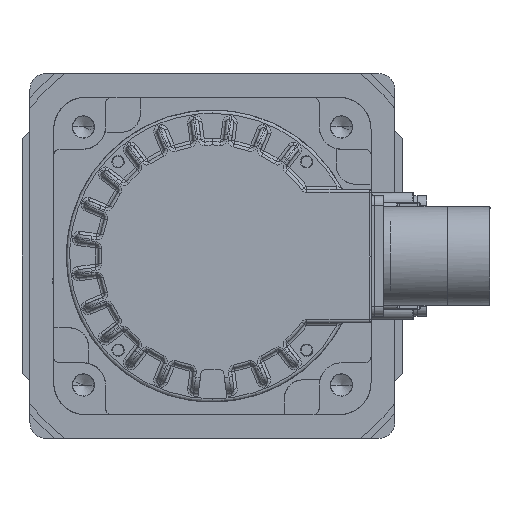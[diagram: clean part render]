
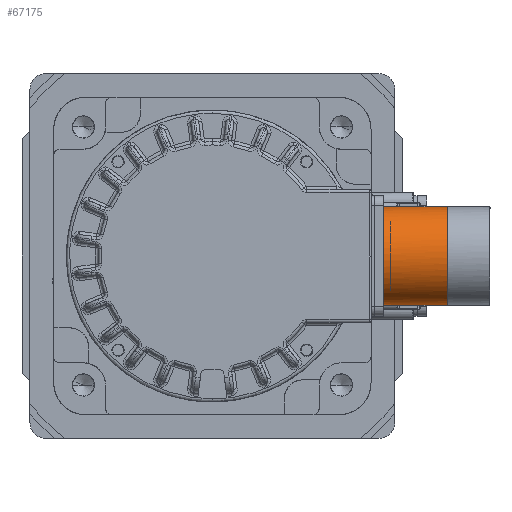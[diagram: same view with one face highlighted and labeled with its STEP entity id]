
A CAD part, front view. The second image highlights one B-rep face of the part: STEP entity #67175.
In plain terms, the highlighted free-form (B-spline) face has degree [1, 3] with [2, 7] control points.
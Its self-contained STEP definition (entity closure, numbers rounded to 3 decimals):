
#2191 = CARTESIAN_POINT ( 'NONE',  ( 9.08, 74., -208.5 ) ) ;
#2591 = CARTESIAN_POINT ( 'NONE',  ( -15.5, 54., -202.08 ) ) ;
#2607 = CARTESIAN_POINT ( 'NONE',  ( -12.396, 54., -202.524 ) ) ;
#2979 = ORIENTED_EDGE ( 'NONE', *, *, #33601, .T. ) ;
#3449 = CARTESIAN_POINT ( 'NONE',  ( -2.031, 54., -208.5 ) ) ;
#3755 = B_SPLINE_CURVE_WITH_KNOTS ( 'NONE', 3,
 ( #63704, #57443, #37886, #57033, #11670, #50803, #6694, #32467, #56620, #76177, #25798, #19568, #44977, #17934, #24568, #62478, #13306, #63301 ),
 .UNSPECIFIED., .F., .F.,
 ( 4, 2, 2, 2, 2, 2, 2, 2, 4 ),
 ( 0., 0.393, 0.785, 1.178, 1.571, 1.963, 2.356, 2.749, 3.142 ),
 .UNSPECIFIED. ) ;
#6026 = ORIENTED_EDGE ( 'NONE', *, *, #68485, .F. ) ;
#6694 = CARTESIAN_POINT ( 'NONE',  ( 7.808, 74., -206.543 ) ) ;
#6981 = CARTESIAN_POINT ( 'NONE',  ( -15.5, 74., -193. ) ) ;
#8827 = FACE_OUTER_BOUND ( 'NONE', #35676, .T. ) ;
#9235 = CARTESIAN_POINT ( 'NONE',  ( 15.5, 54., -202.08 ) ) ;
#9995 = EDGE_CURVE ( 'NONE', #13265, #73818, #57422, .T. ) ;
#10229 = EDGE_CURVE ( 'NONE', #10314, #13265, #3755, .T. ) ;
#10314 = VERTEX_POINT ( 'NONE', #12894 ) ;
#11203 = CARTESIAN_POINT ( 'NONE',  ( 2.031, 54., -208.5 ) ) ;
#11670 = CARTESIAN_POINT ( 'NONE',  ( 12.396, 74., -202.524 ) ) ;
#12894 = CARTESIAN_POINT ( 'NONE',  ( 15.5, 74., -193. ) ) ;
#13265 = VERTEX_POINT ( 'NONE', #6981 ) ;
#13306 = CARTESIAN_POINT ( 'NONE',  ( -15.5, 74., -195.031 ) ) ;
#14256 = CARTESIAN_POINT ( 'NONE',  ( 15.5, 54., -193. ) ) ;
#15490 = CARTESIAN_POINT ( 'NONE',  ( 9.08, 54., -208.5 ) ) ;
#15506 = CARTESIAN_POINT ( 'NONE',  ( 13.543, 54., -200.808 ) ) ;
#15894 = CARTESIAN_POINT ( 'NONE',  ( 15.5, 54., -193. ) ) ;
#17934 = CARTESIAN_POINT ( 'NONE',  ( -12.396, 74., -202.524 ) ) ;
#18666 = CARTESIAN_POINT ( 'NONE',  ( 15.5, 74., -193. ) ) ;
#19568 = CARTESIAN_POINT ( 'NONE',  ( -7.808, 74., -206.543 ) ) ;
#21753 = CARTESIAN_POINT ( 'NONE',  ( 9.524, 54., -205.396 ) ) ;
#22153 = CARTESIAN_POINT ( 'NONE',  ( -7.808, 54., -206.543 ) ) ;
#24568 = CARTESIAN_POINT ( 'NONE',  ( -13.543, 74., -200.808 ) ) ;
#25798 = CARTESIAN_POINT ( 'NONE',  ( -4.056, 74., -208.097 ) ) ;
#27164 = CARTESIAN_POINT ( 'NONE',  ( -15.5, 54., -193. ) ) ;
#27982 = CARTESIAN_POINT ( 'NONE',  ( 15.097, 54., -197.056 ) ) ;
#30916 =( BOUNDED_SURFACE ( )  B_SPLINE_SURFACE ( 1, 3, ( 
 ( #34207, #47135, #45923, #32995, #2191, #70870, #65449 ),
 ( #72503, #2591, #78297, #52952, #15490, #9235, #14256 ) ),
 .UNSPECIFIED., .F., .F., .T. ) 
 B_SPLINE_SURFACE_WITH_KNOTS ( ( 2, 2 ),
 ( 4, 3, 4 ),
 ( 0., 1. ),
 ( 0., 0.5, 1. ),
 .UNSPECIFIED. ) 
 GEOMETRIC_REPRESENTATION_ITEM ( )  RATIONAL_B_SPLINE_SURFACE ( (
 ( 1., 0.805, 0.805, 1., 0.805, 0.805, 1.),
 ( 1., 0.805, 0.805, 1., 0.805, 0.805, 1.) ) ) 
 REPRESENTATION_ITEM ( '' )  SURFACE ( )  );
#32467 = CARTESIAN_POINT ( 'NONE',  ( 4.056, 74., -208.097 ) ) ;
#32995 = CARTESIAN_POINT ( 'NONE',  ( 0., 74., -208.5 ) ) ;
#33601 = EDGE_CURVE ( 'NONE', #10314, #44312, #44476, .T. ) ;
#34207 = CARTESIAN_POINT ( 'NONE',  ( -15.5, 74., -193. ) ) ;
#34641 = CARTESIAN_POINT ( 'NONE',  ( 12.396, 54., -202.524 ) ) ;
#35054 = CARTESIAN_POINT ( 'NONE',  ( -4.056, 54., -208.097 ) ) ;
#35676 = EDGE_LOOP ( 'NONE', ( #62653, #2979, #6026, #60303 ) ) ;
#37886 = CARTESIAN_POINT ( 'NONE',  ( 15.097, 74., -197.056 ) ) ;
#38487 = B_SPLINE_CURVE_WITH_KNOTS ( 'NONE', 3,
 ( #27164, #52968, #72922, #59651, #2607, #54214, #22153, #35054, #3449, #11203, #47564, #66273, #21753, #34641, #15506, #27982, #65467, #15894 ),
 .UNSPECIFIED., .F., .F.,
 ( 4, 2, 2, 2, 2, 2, 2, 2, 4 ),
 ( 0., 0.393, 0.785, 1.178, 1.571, 1.963, 2.356, 2.749, 3.142 ),
 .UNSPECIFIED. ) ;
#44312 = VERTEX_POINT ( 'NONE', #52944 ) ;
#44476 = B_SPLINE_CURVE_WITH_KNOTS ( 'NONE', 1,
 ( #18666, #63628 ),
 .UNSPECIFIED., .F., .F.,
 ( 2, 2 ),
 ( 0., 1. ),
 .UNSPECIFIED. ) ;
#44977 = CARTESIAN_POINT ( 'NONE',  ( -9.524, 74., -205.396 ) ) ;
#45923 = CARTESIAN_POINT ( 'NONE',  ( -9.08, 74., -208.5 ) ) ;
#47135 = CARTESIAN_POINT ( 'NONE',  ( -15.5, 74., -202.08 ) ) ;
#47564 = CARTESIAN_POINT ( 'NONE',  ( 4.056, 54., -208.097 ) ) ;
#50803 = CARTESIAN_POINT ( 'NONE',  ( 9.524, 74., -205.396 ) ) ;
#52925 = CARTESIAN_POINT ( 'NONE',  ( -15.5, 54., -193. ) ) ;
#52944 = CARTESIAN_POINT ( 'NONE',  ( 15.5, 54., -193. ) ) ;
#52952 = CARTESIAN_POINT ( 'NONE',  ( 0., 54., -208.5 ) ) ;
#52968 = CARTESIAN_POINT ( 'NONE',  ( -15.5, 54., -195.031 ) ) ;
#54214 = CARTESIAN_POINT ( 'NONE',  ( -9.524, 54., -205.396 ) ) ;
#56620 = CARTESIAN_POINT ( 'NONE',  ( 2.031, 74., -208.5 ) ) ;
#57033 = CARTESIAN_POINT ( 'NONE',  ( 13.543, 74., -200.808 ) ) ;
#57422 = B_SPLINE_CURVE_WITH_KNOTS ( 'NONE', 1,
 ( #71261, #52925 ),
 .UNSPECIFIED., .F., .F.,
 ( 2, 2 ),
 ( 0., 1. ),
 .UNSPECIFIED. ) ;
#57443 = CARTESIAN_POINT ( 'NONE',  ( 15.5, 74., -195.031 ) ) ;
#59651 = CARTESIAN_POINT ( 'NONE',  ( -13.543, 54., -200.808 ) ) ;
#60303 = ORIENTED_EDGE ( 'NONE', *, *, #9995, .F. ) ;
#61693 = CARTESIAN_POINT ( 'NONE',  ( -15.5, 54., -193. ) ) ;
#62478 = CARTESIAN_POINT ( 'NONE',  ( -15.097, 74., -197.056 ) ) ;
#62653 = ORIENTED_EDGE ( 'NONE', *, *, #10229, .F. ) ;
#63301 = CARTESIAN_POINT ( 'NONE',  ( -15.5, 74., -193. ) ) ;
#63628 = CARTESIAN_POINT ( 'NONE',  ( 15.5, 54., -193. ) ) ;
#63704 = CARTESIAN_POINT ( 'NONE',  ( 15.5, 74., -193. ) ) ;
#65449 = CARTESIAN_POINT ( 'NONE',  ( 15.5, 74., -193. ) ) ;
#65467 = CARTESIAN_POINT ( 'NONE',  ( 15.5, 54., -195.031 ) ) ;
#66273 = CARTESIAN_POINT ( 'NONE',  ( 7.808, 54., -206.543 ) ) ;
#67175 = ADVANCED_FACE ( 'NONE', ( #8827 ), #30916, .F. ) ;
#68485 = EDGE_CURVE ( 'NONE', #73818, #44312, #38487, .T. ) ;
#70870 = CARTESIAN_POINT ( 'NONE',  ( 15.5, 74., -202.08 ) ) ;
#71261 = CARTESIAN_POINT ( 'NONE',  ( -15.5, 74., -193. ) ) ;
#72503 = CARTESIAN_POINT ( 'NONE',  ( -15.5, 54., -193. ) ) ;
#72922 = CARTESIAN_POINT ( 'NONE',  ( -15.097, 54., -197.056 ) ) ;
#73818 = VERTEX_POINT ( 'NONE', #61693 ) ;
#76177 = CARTESIAN_POINT ( 'NONE',  ( -2.031, 74., -208.5 ) ) ;
#78297 = CARTESIAN_POINT ( 'NONE',  ( -9.08, 54., -208.5 ) ) ;
